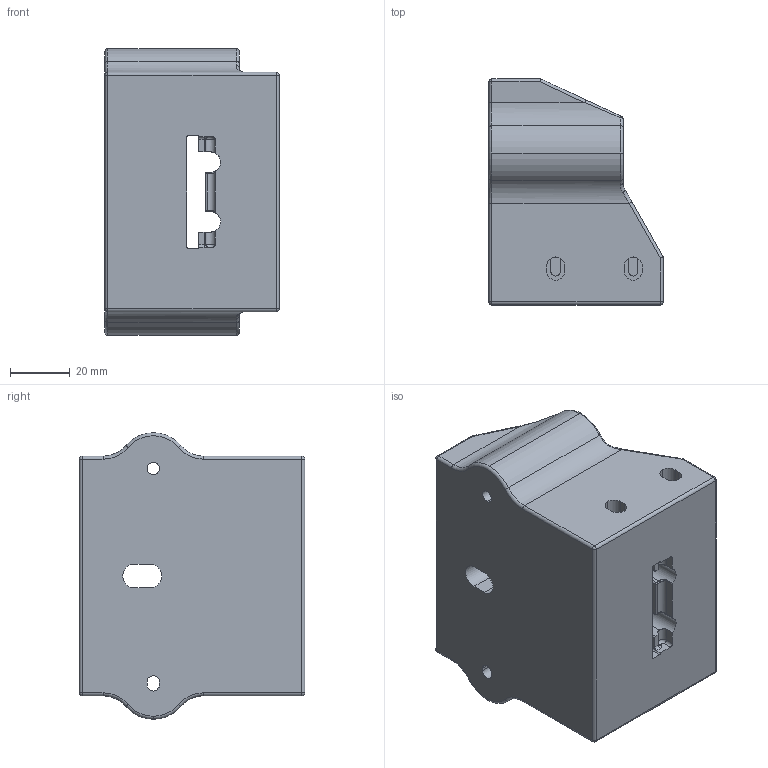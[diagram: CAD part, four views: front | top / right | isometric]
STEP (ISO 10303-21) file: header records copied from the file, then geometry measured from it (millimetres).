
FILE_DESCRIPTION (( 'STEP AP214' ), '1' );
FILE_NAME ('slider.STEP', '2021-01-13T20:48:53', ( '' ), ( '' ), 'SwSTEP 2.0', 'SolidWorks 2019', '' );
FILE_SCHEMA (( 'AUTOMOTIVE_DESIGN' ));
Length unit declared in the file: millimetre
Products named in the file (1): slider
Bounding box: 58.35 x 75.65 x 96 mm (x, y, z)
Volume: 146985 mm3; surface area: 37590.7 mm2
Topology: 1 solids, 1 shells, 290 faces, 758 edges, 447 vertices
Faces by surface type: cylinder 119, plane 95, torus 35, sphere 22, bspline 19
Entity records: 9744 total; most frequent: CARTESIAN_POINT 2779, DIRECTION 1481, ORIENTED_EDGE 1472, EDGE_CURVE 736, AXIS2_PLACEMENT_3D 555, VERTEX_POINT 445, VECTOR 371, LINE 371
